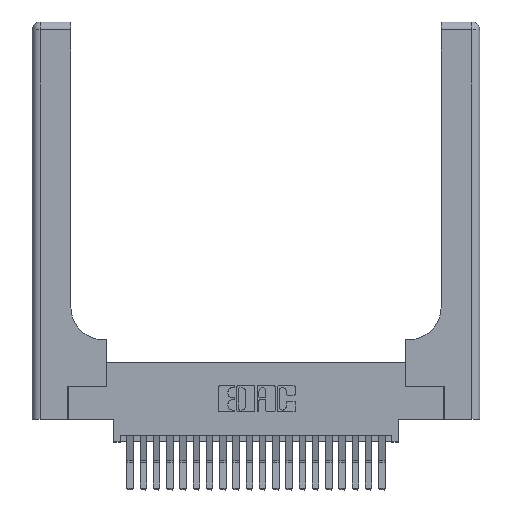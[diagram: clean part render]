
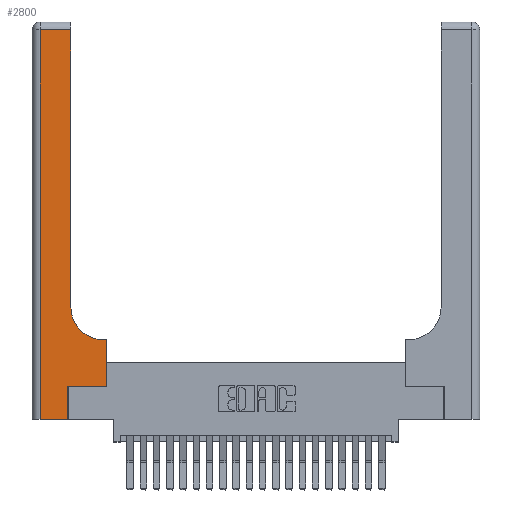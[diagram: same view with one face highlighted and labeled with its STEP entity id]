
A CAD part, top view. The second image highlights one B-rep face of the part: STEP entity #2800.
In plain terms, the highlighted planar face has unit normal (0, 0, 1).
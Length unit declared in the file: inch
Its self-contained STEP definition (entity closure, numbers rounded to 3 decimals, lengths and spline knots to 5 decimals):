
#21 = CARTESIAN_POINT ( 'NONE',  ( 0., 2.94, 0.37 ) ) ;
#214 = CARTESIAN_POINT ( 'NONE',  ( 0.06, 3., 0.37 ) ) ;
#294 = DIRECTION ( 'NONE',  ( 1., 0., 0. ) ) ;
#357 = VECTOR ( 'NONE', #294, 39.37008 ) ;
#971 = PLANE ( 'NONE',  #17128 ) ;
#1000 = FACE_OUTER_BOUND ( 'NONE', #10975, .T. ) ;
#1844 = DIRECTION ( 'NONE',  ( 0., 1., 0. ) ) ;
#1993 = VERTEX_POINT ( 'NONE', #11481 ) ;
#2130 = DIRECTION ( 'NONE',  ( 0., -1., 0. ) ) ;
#2170 = CARTESIAN_POINT ( 'NONE',  ( 0.2915, 3., 0.37 ) ) ;
#2780 = VERTEX_POINT ( 'NONE', #13937 ) ;
#2800 = ADVANCED_FACE ( 'NONE', ( #1000 ), #971, .F. ) ;
#2868 = DIRECTION ( 'NONE',  ( 0., 0., -1. ) ) ;
#2980 = LINE ( 'NONE', #11925, #22099 ) ;
#3218 = ORIENTED_EDGE ( 'NONE', *, *, #14807, .T. ) ;
#3494 = ORIENTED_EDGE ( 'NONE', *, *, #7654, .T. ) ;
#3741 = DIRECTION ( 'NONE',  ( -1., 0., 0. ) ) ;
#5705 = VERTEX_POINT ( 'NONE', #8260 ) ;
#5802 = VERTEX_POINT ( 'NONE', #23274 ) ;
#6385 = DIRECTION ( 'NONE',  ( 1., 0., 0. ) ) ;
#6644 = EDGE_CURVE ( 'NONE', #1993, #15150, #7840, .T. ) ;
#6766 = ORIENTED_EDGE ( 'NONE', *, *, #18875, .T. ) ;
#6942 = CARTESIAN_POINT ( 'NONE',  ( 0.269, 0., 0.37 ) ) ;
#7310 = VECTOR ( 'NONE', #1844, 39.37008 ) ;
#7654 = EDGE_CURVE ( 'NONE', #19330, #5802, #17294, .T. ) ;
#7840 = LINE ( 'NONE', #2170, #21995 ) ;
#8260 = CARTESIAN_POINT ( 'NONE',  ( 0.06, 2.94, 0.37 ) ) ;
#8301 = VERTEX_POINT ( 'NONE', #6942 ) ;
#8410 = CARTESIAN_POINT ( 'NONE',  ( 0., 3., 0.37 ) ) ;
#9190 = LINE ( 'NONE', #19417, #18440 ) ;
#9316 = LINE ( 'NONE', #214, #13979 ) ;
#9393 = EDGE_CURVE ( 'NONE', #14973, #19330, #2980, .T. ) ;
#9623 = DIRECTION ( 'NONE',  ( 0., 0., -1. ) ) ;
#9656 = CARTESIAN_POINT ( 'NONE',  ( 0., 0., 0.37 ) ) ;
#10704 = ORIENTED_EDGE ( 'NONE', *, *, #12895, .T. ) ;
#10827 = AXIS2_PLACEMENT_3D ( 'NONE', #20640, #9623, #22505 ) ;
#10975 = EDGE_LOOP ( 'NONE', ( #13191, #3218, #13794, #11012, #20020, #16914, #3494, #6766, #10704 ) ) ;
#11012 = ORIENTED_EDGE ( 'NONE', *, *, #19287, .T. ) ;
#11113 = LINE ( 'NONE', #16722, #7310 ) ;
#11481 = CARTESIAN_POINT ( 'NONE',  ( 0.2915, 0.85, 0.37 ) ) ;
#11485 = EDGE_CURVE ( 'NONE', #5705, #23745, #9316, .T. ) ;
#11723 = CARTESIAN_POINT ( 'NONE',  ( 0.269, 0.25, 0.37 ) ) ;
#11925 = CARTESIAN_POINT ( 'NONE',  ( 0.269, 0.25, 0.37 ) ) ;
#12114 = DIRECTION ( 'NONE',  ( -1., 0., 0. ) ) ;
#12412 = VECTOR ( 'NONE', #15221, 39.37008 ) ;
#12530 = CARTESIAN_POINT ( 'NONE',  ( 0.2915, 2.94, 0.37 ) ) ;
#12895 = EDGE_CURVE ( 'NONE', #2780, #1993, #13318, .T. ) ;
#13191 = ORIENTED_EDGE ( 'NONE', *, *, #6644, .T. ) ;
#13275 = CARTESIAN_POINT ( 'NONE',  ( 0.5585, 0.25, 0.37 ) ) ;
#13318 = CIRCLE ( 'NONE', #10827, 0.25 ) ;
#13794 = ORIENTED_EDGE ( 'NONE', *, *, #11485, .T. ) ;
#13937 = CARTESIAN_POINT ( 'NONE',  ( 0.5415, 0.6, 0.37 ) ) ;
#13979 = VECTOR ( 'NONE', #2130, 39.37008 ) ;
#14807 = EDGE_CURVE ( 'NONE', #15150, #5705, #20314, .T. ) ;
#14973 = VERTEX_POINT ( 'NONE', #11723 ) ;
#15150 = VERTEX_POINT ( 'NONE', #12530 ) ;
#15221 = DIRECTION ( 'NONE',  ( 0., 1., 0. ) ) ;
#15294 = EDGE_CURVE ( 'NONE', #8301, #14973, #11113, .T. ) ;
#15431 = VECTOR ( 'NONE', #3741, 39.37008 ) ;
#15436 = CARTESIAN_POINT ( 'NONE',  ( 0.06, 0., 0.37 ) ) ;
#15889 = DIRECTION ( 'NONE',  ( -1., 0., 0. ) ) ;
#16722 = CARTESIAN_POINT ( 'NONE',  ( 0.269, 0., 0.37 ) ) ;
#16914 = ORIENTED_EDGE ( 'NONE', *, *, #9393, .T. ) ;
#17033 = DIRECTION ( 'NONE',  ( 0., 1., 0. ) ) ;
#17128 = AXIS2_PLACEMENT_3D ( 'NONE', #8410, #2868, #15889 ) ;
#17294 = LINE ( 'NONE', #13275, #12412 ) ;
#18440 = VECTOR ( 'NONE', #12114, 39.37008 ) ;
#18875 = EDGE_CURVE ( 'NONE', #5802, #2780, #9190, .T. ) ;
#19287 = EDGE_CURVE ( 'NONE', #23745, #8301, #20144, .T. ) ;
#19330 = VERTEX_POINT ( 'NONE', #22773 ) ;
#19417 = CARTESIAN_POINT ( 'NONE',  ( 0.2915, 0.6, 0.37 ) ) ;
#20020 = ORIENTED_EDGE ( 'NONE', *, *, #15294, .T. ) ;
#20144 = LINE ( 'NONE', #9656, #357 ) ;
#20314 = LINE ( 'NONE', #21, #15431 ) ;
#20640 = CARTESIAN_POINT ( 'NONE',  ( 0.5415, 0.85, 0.37 ) ) ;
#21995 = VECTOR ( 'NONE', #17033, 39.37008 ) ;
#22099 = VECTOR ( 'NONE', #6385, 39.37008 ) ;
#22505 = DIRECTION ( 'NONE',  ( 1., 0., 0. ) ) ;
#22773 = CARTESIAN_POINT ( 'NONE',  ( 0.5585, 0.25, 0.37 ) ) ;
#23274 = CARTESIAN_POINT ( 'NONE',  ( 0.5585, 0.6, 0.37 ) ) ;
#23745 = VERTEX_POINT ( 'NONE', #15436 ) ;
